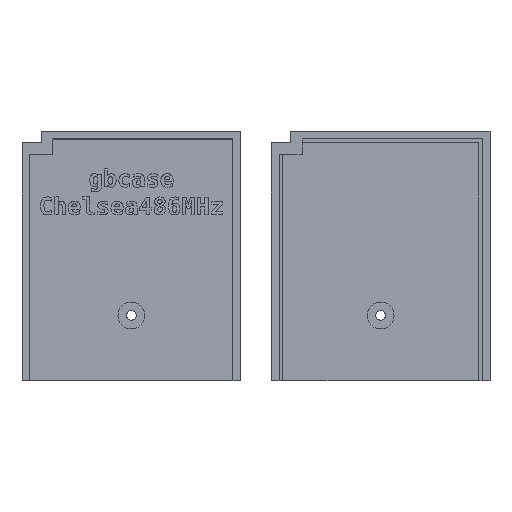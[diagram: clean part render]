
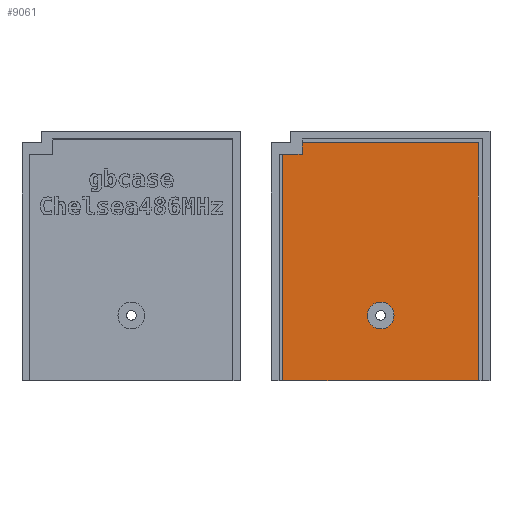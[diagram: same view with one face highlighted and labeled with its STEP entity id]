
A CAD part, top view. The second image highlights one B-rep face of the part: STEP entity #9061.
In plain terms, the highlighted planar face has unit normal (0, 0, 1).
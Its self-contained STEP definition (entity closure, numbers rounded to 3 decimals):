
#31=CIRCLE('',#9250,3.5);
#67=FACE_BOUND('',#1257,.T.);
#247=PLANE('',#9271);
#734=FACE_OUTER_BOUND('',#1256,.T.);
#1256=EDGE_LOOP('',(#8260,#8261,#8262,#8263,#8264,#8265));
#1257=EDGE_LOOP('',(#8266));
#1949=LINE('',#18179,#2683);
#1953=LINE('',#18187,#2687);
#1957=LINE('',#18195,#2691);
#1971=LINE('',#18222,#2705);
#1972=LINE('',#18224,#2706);
#1992=LINE('',#18262,#2726);
#2683=VECTOR('',#10320,10.);
#2687=VECTOR('',#10326,10.);
#2691=VECTOR('',#10334,10.);
#2705=VECTOR('',#10356,10.);
#2706=VECTOR('',#10359,10.);
#2726=VECTOR('',#10391,10.);
#4193=VERTEX_POINT('',#18151);
#4202=VERTEX_POINT('',#18177);
#4203=VERTEX_POINT('',#18178);
#4206=VERTEX_POINT('',#18186);
#4207=VERTEX_POINT('',#18193);
#4208=VERTEX_POINT('',#18194);
#4217=VERTEX_POINT('',#18220);
#5522=EDGE_CURVE('',#4193,#4193,#31,.T.);
#5533=EDGE_CURVE('',#4202,#4203,#1949,.T.);
#5537=EDGE_CURVE('',#4203,#4206,#1953,.T.);
#5541=EDGE_CURVE('',#4207,#4208,#1957,.T.);
#5555=EDGE_CURVE('',#4206,#4217,#1971,.T.);
#5556=EDGE_CURVE('',#4217,#4207,#1972,.T.);
#5576=EDGE_CURVE('',#4208,#4202,#1992,.T.);
#8260=ORIENTED_EDGE('',*,*,#5576,.T.);
#8261=ORIENTED_EDGE('',*,*,#5533,.T.);
#8262=ORIENTED_EDGE('',*,*,#5537,.T.);
#8263=ORIENTED_EDGE('',*,*,#5555,.T.);
#8264=ORIENTED_EDGE('',*,*,#5556,.T.);
#8265=ORIENTED_EDGE('',*,*,#5541,.T.);
#8266=ORIENTED_EDGE('',*,*,#5522,.T.);
#9061=ADVANCED_FACE('',(#734,#67),#247,.T.);
#9250=AXIS2_PLACEMENT_3D('',#18153,#10298,#10299);
#9271=AXIS2_PLACEMENT_3D('',#18265,#10395,#10396);
#10298=DIRECTION('center_axis',(0.,0.,-1.));
#10299=DIRECTION('ref_axis',(1.,0.,0.));
#10320=DIRECTION('',(0.,1.,0.));
#10326=DIRECTION('',(-1.,0.,0.));
#10334=DIRECTION('',(0.,-1.,0.));
#10356=DIRECTION('',(0.,-1.,0.));
#10359=DIRECTION('',(-1.,0.,0.));
#10391=DIRECTION('',(1.,0.,0.));
#10395=DIRECTION('center_axis',(0.,0.,1.));
#10396=DIRECTION('ref_axis',(1.,0.,0.));
#18151=CARTESIAN_POINT('',(90.,17.,1.6));
#18153=CARTESIAN_POINT('Origin',(93.5,17.,1.6));
#18177=CARTESIAN_POINT('',(119.,0.,1.6));
#18178=CARTESIAN_POINT('',(119.,62.,1.6));
#18179=CARTESIAN_POINT('',(119.,62.,1.6));
#18186=CARTESIAN_POINT('',(73.,62.,1.6));
#18187=CARTESIAN_POINT('',(73.,62.,1.6));
#18193=CARTESIAN_POINT('',(68.,59.,1.6));
#18194=CARTESIAN_POINT('',(68.,0.,1.6));
#18195=CARTESIAN_POINT('',(68.,0.,1.6));
#18220=CARTESIAN_POINT('',(73.,59.,1.6));
#18222=CARTESIAN_POINT('',(73.,59.,1.6));
#18224=CARTESIAN_POINT('',(68.,59.,1.6));
#18262=CARTESIAN_POINT('',(65.,0.,1.6));
#18265=CARTESIAN_POINT('Origin',(93.5,31.,1.6));
